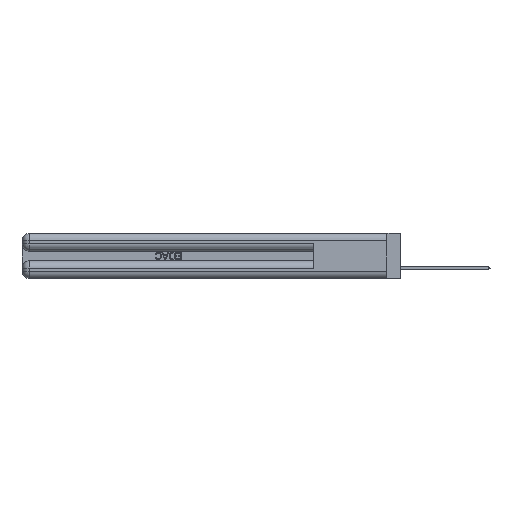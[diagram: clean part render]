
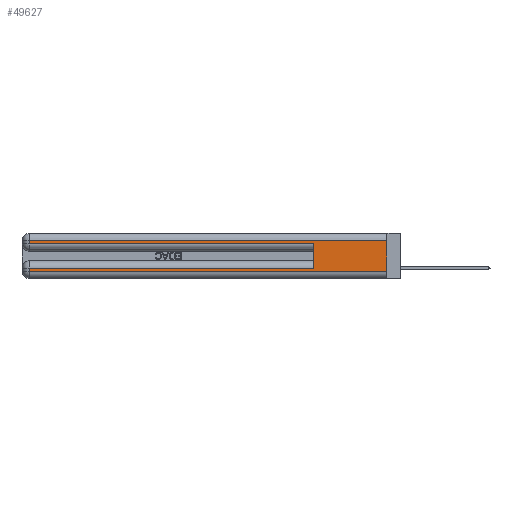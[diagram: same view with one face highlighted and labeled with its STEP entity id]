
A CAD part, left-side view. The second image highlights one B-rep face of the part: STEP entity #49627.
In plain terms, the highlighted planar face has unit normal (-1, 0, 0).
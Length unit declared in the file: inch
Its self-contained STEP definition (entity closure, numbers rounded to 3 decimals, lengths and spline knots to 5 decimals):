
#920 = VERTEX_POINT ( 'NONE', #27730 ) ;
#1633 = LINE ( 'NONE', #1663, #20658 ) ;
#1663 = CARTESIAN_POINT ( 'NONE',  ( 0., 0.6, 0.145 ) ) ;
#2361 = CARTESIAN_POINT ( 'NONE',  ( 0., 0., 0.31 ) ) ;
#2836 = DIRECTION ( 'NONE',  ( 0., 0., -1. ) ) ;
#6187 = EDGE_CURVE ( 'NONE', #21082, #40524, #29197, .T. ) ;
#6449 = ORIENTED_EDGE ( 'NONE', *, *, #12797, .F. ) ;
#6742 = DIRECTION ( 'NONE',  ( 1., 0., 0. ) ) ;
#8186 = VERTEX_POINT ( 'NONE', #24106 ) ;
#9283 = VECTOR ( 'NONE', #37264, 39.37008 ) ;
#11703 = DIRECTION ( 'NONE',  ( 0., -1., 0. ) ) ;
#12797 = EDGE_CURVE ( 'NONE', #16522, #19787, #1633, .T. ) ;
#14063 = LINE ( 'NONE', #41677, #34311 ) ;
#14710 = PLANE ( 'NONE',  #49013 ) ;
#16432 = LINE ( 'NONE', #2361, #28431 ) ;
#16522 = VERTEX_POINT ( 'NONE', #42386 ) ;
#17461 = DIRECTION ( 'NONE',  ( 0., 1., 0. ) ) ;
#18426 = ORIENTED_EDGE ( 'NONE', *, *, #20923, .T. ) ;
#19787 = VERTEX_POINT ( 'NONE', #26501 ) ;
#20658 = VECTOR ( 'NONE', #49964, 39.37008 ) ;
#20923 = EDGE_CURVE ( 'NONE', #27578, #21082, #28172, .T. ) ;
#21082 = VERTEX_POINT ( 'NONE', #45733 ) ;
#21124 = VERTEX_POINT ( 'NONE', #39215 ) ;
#21274 = CARTESIAN_POINT ( 'NONE',  ( 0., 2.94, 0.37 ) ) ;
#21902 = EDGE_CURVE ( 'NONE', #16522, #27578, #14063, .T. ) ;
#22929 = ORIENTED_EDGE ( 'NONE', *, *, #21902, .T. ) ;
#24008 = ORIENTED_EDGE ( 'NONE', *, *, #42733, .F. ) ;
#24106 = CARTESIAN_POINT ( 'NONE',  ( 0., 2.94, 0.31 ) ) ;
#24622 = EDGE_LOOP ( 'NONE', ( #24008, #27864, #38225, #28203, #6449, #22929, #18426, #52289 ) ) ;
#25059 = CARTESIAN_POINT ( 'NONE',  ( 0., 2.94, 0.37 ) ) ;
#25525 = EDGE_CURVE ( 'NONE', #21124, #8186, #16432, .T. ) ;
#26501 = CARTESIAN_POINT ( 'NONE',  ( 0., 0.6, 0.285 ) ) ;
#27065 = EDGE_CURVE ( 'NONE', #8186, #920, #43525, .T. ) ;
#27578 = VERTEX_POINT ( 'NONE', #48414 ) ;
#27730 = CARTESIAN_POINT ( 'NONE',  ( 0., 2.94, 0.285 ) ) ;
#27864 = ORIENTED_EDGE ( 'NONE', *, *, #25525, .T. ) ;
#27980 = DIRECTION ( 'NONE',  ( 0., -1., 0. ) ) ;
#28172 = LINE ( 'NONE', #21274, #38188 ) ;
#28203 = ORIENTED_EDGE ( 'NONE', *, *, #43121, .T. ) ;
#28431 = VECTOR ( 'NONE', #42922, 39.37008 ) ;
#29197 = LINE ( 'NONE', #47632, #49468 ) ;
#33422 = VECTOR ( 'NONE', #41158, 39.37008 ) ;
#34311 = VECTOR ( 'NONE', #17461, 39.37008 ) ;
#36060 = FACE_OUTER_BOUND ( 'NONE', #24622, .T. ) ;
#37264 = DIRECTION ( 'NONE',  ( 0., 0., -1. ) ) ;
#38188 = VECTOR ( 'NONE', #49245, 39.37008 ) ;
#38225 = ORIENTED_EDGE ( 'NONE', *, *, #27065, .T. ) ;
#38397 = VECTOR ( 'NONE', #27980, 39.37008 ) ;
#39215 = CARTESIAN_POINT ( 'NONE',  ( 0., 0., 0.31 ) ) ;
#40524 = VERTEX_POINT ( 'NONE', #50209 ) ;
#41091 = CARTESIAN_POINT ( 'NONE',  ( 0., 0., 0.285 ) ) ;
#41158 = DIRECTION ( 'NONE',  ( 0., 0., -1. ) ) ;
#41677 = CARTESIAN_POINT ( 'NONE',  ( 0., 0., 0.085 ) ) ;
#42386 = CARTESIAN_POINT ( 'NONE',  ( 0., 0.6, 0.085 ) ) ;
#42733 = EDGE_CURVE ( 'NONE', #21124, #40524, #44281, .T. ) ;
#42922 = DIRECTION ( 'NONE',  ( 0., 1., 0. ) ) ;
#43013 = CARTESIAN_POINT ( 'NONE',  ( 0., 0., 0.37 ) ) ;
#43121 = EDGE_CURVE ( 'NONE', #920, #19787, #51816, .T. ) ;
#43525 = LINE ( 'NONE', #25059, #9283 ) ;
#44281 = LINE ( 'NONE', #45729, #33422 ) ;
#45729 = CARTESIAN_POINT ( 'NONE',  ( 0., 0., 0.37 ) ) ;
#45733 = CARTESIAN_POINT ( 'NONE',  ( 0., 2.94, 0.06 ) ) ;
#47632 = CARTESIAN_POINT ( 'NONE',  ( 0., 0., 0.06 ) ) ;
#48414 = CARTESIAN_POINT ( 'NONE',  ( 0., 2.94, 0.085 ) ) ;
#49013 = AXIS2_PLACEMENT_3D ( 'NONE', #43013, #6742, #2836 ) ;
#49245 = DIRECTION ( 'NONE',  ( 0., 0., -1. ) ) ;
#49468 = VECTOR ( 'NONE', #11703, 39.37008 ) ;
#49627 = ADVANCED_FACE ( 'NONE', ( #36060 ), #14710, .F. ) ;
#49964 = DIRECTION ( 'NONE',  ( 0., 0., 1. ) ) ;
#50209 = CARTESIAN_POINT ( 'NONE',  ( 0., 0., 0.06 ) ) ;
#51816 = LINE ( 'NONE', #41091, #38397 ) ;
#52289 = ORIENTED_EDGE ( 'NONE', *, *, #6187, .T. ) ;
